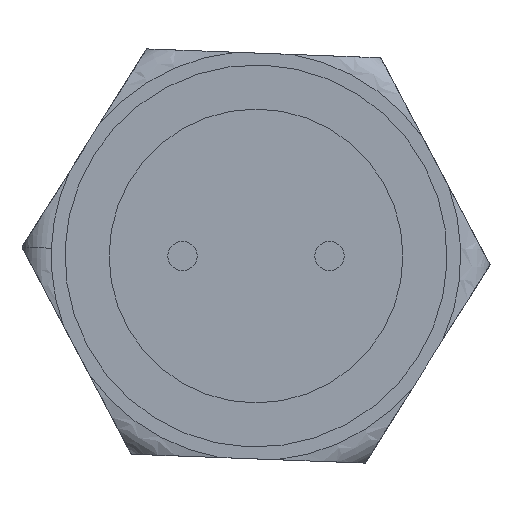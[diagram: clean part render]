
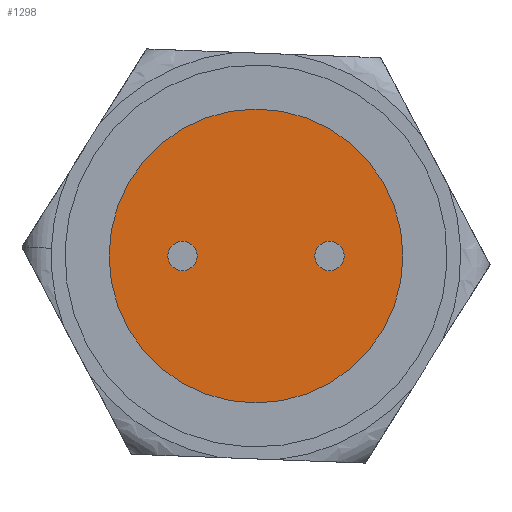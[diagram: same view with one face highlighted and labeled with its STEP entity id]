
A CAD part, front view. The second image highlights one B-rep face of the part: STEP entity #1298.
In plain terms, the highlighted planar face has unit normal (0, -1, 0).
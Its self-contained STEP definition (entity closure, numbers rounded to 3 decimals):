
#5 = FACE_BOUND ( 'NONE', #18, .T. ) ;
#14 = CARTESIAN_POINT ( 'NONE',  ( -2.5, 0., 0. ) ) ;
#18 = EDGE_LOOP ( 'NONE', ( #233, #633 ) ) ;
#34 = VERTEX_POINT ( 'NONE', #410 ) ;
#42 = EDGE_CURVE ( 'NONE', #717, #34, #1133, .T. ) ;
#74 = CIRCLE ( 'NONE', #384, 0.5 ) ;
#99 = PLANE ( 'NONE',  #602 ) ;
#107 = FACE_BOUND ( 'NONE', #564, .T. ) ;
#127 = ORIENTED_EDGE ( 'NONE', *, *, #692, .F. ) ;
#131 = DIRECTION ( 'NONE',  ( 0., -1., 0. ) ) ;
#145 = AXIS2_PLACEMENT_3D ( 'NONE', #14, #131, #341 ) ;
#182 = VERTEX_POINT ( 'NONE', #886 ) ;
#198 = VERTEX_POINT ( 'NONE', #382 ) ;
#233 = ORIENTED_EDGE ( 'NONE', *, *, #656, .F. ) ;
#242 = CIRCLE ( 'NONE', #648, 5. ) ;
#310 = AXIS2_PLACEMENT_3D ( 'NONE', #347, #1196, #877 ) ;
#341 = DIRECTION ( 'NONE',  ( 1., 0., 0. ) ) ;
#347 = CARTESIAN_POINT ( 'NONE',  ( -2.5, 0., 0. ) ) ;
#358 = CARTESIAN_POINT ( 'NONE',  ( -5., 0., 0. ) ) ;
#382 = CARTESIAN_POINT ( 'NONE',  ( -2., 0., 0. ) ) ;
#384 = AXIS2_PLACEMENT_3D ( 'NONE', #791, #553, #565 ) ;
#396 = ORIENTED_EDGE ( 'NONE', *, *, #42, .F. ) ;
#402 = CIRCLE ( 'NONE', #145, 0.5 ) ;
#410 = CARTESIAN_POINT ( 'NONE',  ( 5., 0., 0. ) ) ;
#413 = CARTESIAN_POINT ( 'NONE',  ( -3., 0., 0. ) ) ;
#423 = CARTESIAN_POINT ( 'NONE',  ( 2.5, 0., 0. ) ) ;
#445 = DIRECTION ( 'NONE',  ( 0., -1., 0. ) ) ;
#468 = CIRCLE ( 'NONE', #917, 0.5 ) ;
#470 = ORIENTED_EDGE ( 'NONE', *, *, #1243, .F. ) ;
#535 = DIRECTION ( 'NONE',  ( 0., 1., 0. ) ) ;
#553 = DIRECTION ( 'NONE',  ( 0., -1., 0. ) ) ;
#564 = EDGE_LOOP ( 'NONE', ( #731, #127 ) ) ;
#565 = DIRECTION ( 'NONE',  ( 1., 0., 0. ) ) ;
#595 = AXIS2_PLACEMENT_3D ( 'NONE', #1053, #723, #729 ) ;
#602 = AXIS2_PLACEMENT_3D ( 'NONE', #654, #445, #770 ) ;
#633 = ORIENTED_EDGE ( 'NONE', *, *, #649, .F. ) ;
#648 = AXIS2_PLACEMENT_3D ( 'NONE', #1250, #535, #803 ) ;
#649 = EDGE_CURVE ( 'NONE', #651, #182, #468, .T. ) ;
#651 = VERTEX_POINT ( 'NONE', #997 ) ;
#654 = CARTESIAN_POINT ( 'NONE',  ( -5., 0., 0. ) ) ;
#656 = EDGE_CURVE ( 'NONE', #182, #651, #74, .T. ) ;
#692 = EDGE_CURVE ( 'NONE', #198, #900, #402, .T. ) ;
#717 = VERTEX_POINT ( 'NONE', #358 ) ;
#720 = EDGE_CURVE ( 'NONE', #900, #198, #942, .T. ) ;
#723 = DIRECTION ( 'NONE',  ( 0., 1., 0. ) ) ;
#729 = DIRECTION ( 'NONE',  ( -1., 0., 0. ) ) ;
#731 = ORIENTED_EDGE ( 'NONE', *, *, #720, .F. ) ;
#764 = FACE_OUTER_BOUND ( 'NONE', #1216, .T. ) ;
#770 = DIRECTION ( 'NONE',  ( 1., 0., 0. ) ) ;
#791 = CARTESIAN_POINT ( 'NONE',  ( 2.5, 0., 0. ) ) ;
#803 = DIRECTION ( 'NONE',  ( -1., 0., 0. ) ) ;
#843 = DIRECTION ( 'NONE',  ( 0., -1., 0. ) ) ;
#877 = DIRECTION ( 'NONE',  ( 1., 0., 0. ) ) ;
#886 = CARTESIAN_POINT ( 'NONE',  ( 2., 0., 0. ) ) ;
#900 = VERTEX_POINT ( 'NONE', #413 ) ;
#917 = AXIS2_PLACEMENT_3D ( 'NONE', #423, #843, #1267 ) ;
#942 = CIRCLE ( 'NONE', #310, 0.5 ) ;
#997 = CARTESIAN_POINT ( 'NONE',  ( 3., 0., 0. ) ) ;
#1053 = CARTESIAN_POINT ( 'NONE',  ( 0., 0., 0. ) ) ;
#1133 = CIRCLE ( 'NONE', #595, 5. ) ;
#1196 = DIRECTION ( 'NONE',  ( 0., -1., 0. ) ) ;
#1216 = EDGE_LOOP ( 'NONE', ( #396, #470 ) ) ;
#1243 = EDGE_CURVE ( 'NONE', #34, #717, #242, .T. ) ;
#1250 = CARTESIAN_POINT ( 'NONE',  ( 0., 0., 0. ) ) ;
#1267 = DIRECTION ( 'NONE',  ( 1., 0., 0. ) ) ;
#1298 = ADVANCED_FACE ( 'NONE', ( #5, #107, #764 ), #99, .T. ) ;
